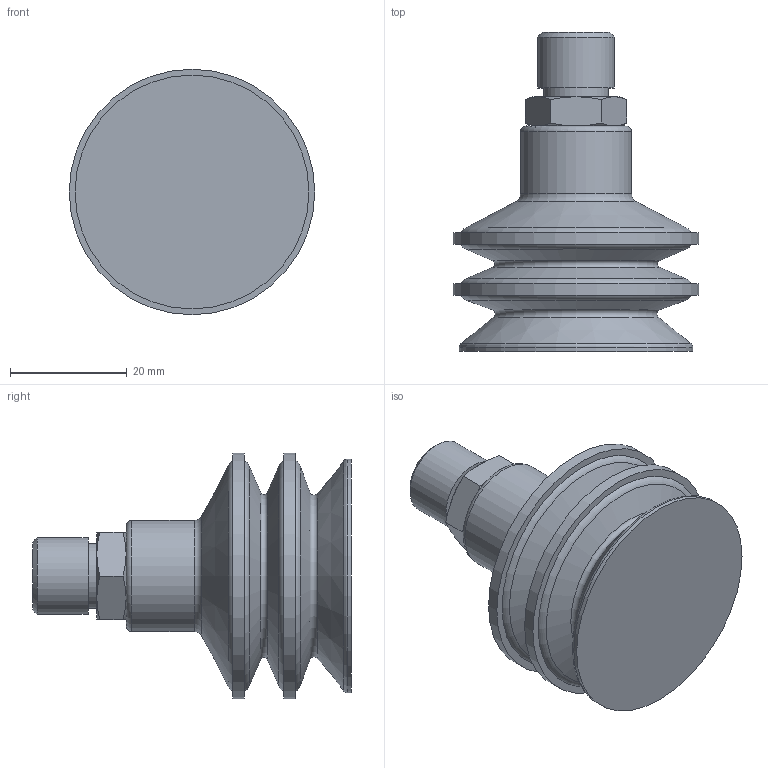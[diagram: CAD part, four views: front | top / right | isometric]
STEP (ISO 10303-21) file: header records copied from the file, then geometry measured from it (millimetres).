
FILE_DESCRIPTION(/* description */ (''),/* implementation_level */ '2;1');
FILE_NAME(/* name */ '3D_vf42nit+rac7r1-4m.stp',/* time_stamp */ '2020-03-25T10:03:22+01:00',/* author */ ('lmacia'),/* organization */ (''),/* preprocessor_version */ 'ST-DEVELOPER v17',/* originating_system */ 'Autodesk Inventor 2019',/* authorisation */ '');
FILE_SCHEMA (('AUTOMOTIVE_DESIGN { 1 0 10303 214 3 1 1 }'));
Length unit declared in the file: millimetre
Products named in the file (1): 3D_vf42+rac7r1-4m
Bounding box: 42 x 54.55 x 42 mm (x, y, z)
Volume: 30474.4 mm3; surface area: 8573.1 mm2
Topology: 1 solids, 1 shells, 51 faces, 136 edges, 95 vertices
Faces by surface type: cone 19, plane 16, torus 9, cylinder 7
Full cylindrical faces by diameter (mm): 6 x1, 11.14 x1, 13.14 x1, 19 x1, 40 x1, 42 x2
Entity records: 1753 total; most frequent: CARTESIAN_POINT 331, DIRECTION 308, ORIENTED_EDGE 272, AXIS2_PLACEMENT_3D 144, EDGE_CURVE 136, VERTEX_POINT 95, CIRCLE 92, EDGE_LOOP 59
